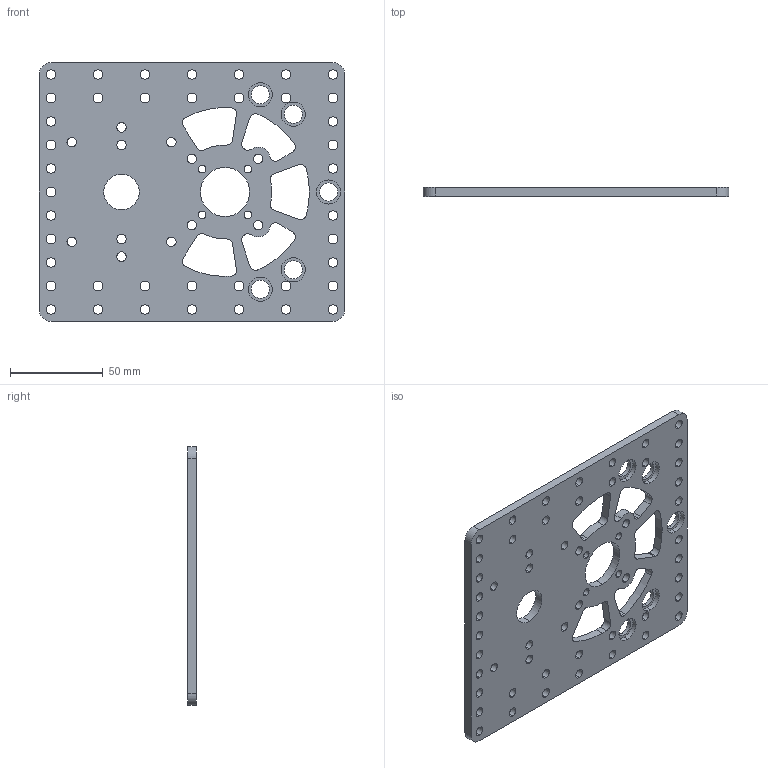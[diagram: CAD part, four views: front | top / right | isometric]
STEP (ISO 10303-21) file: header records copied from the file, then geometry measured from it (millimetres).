
FILE_DESCRIPTION (( 'STEP AP203' ), '1' );
FILE_NAME ('am-3012b Motor Mount Plate Rev 5.STEP', '2018-10-11T14:49:56', ( '' ), ( '' ), 'SwSTEP 2.0', 'SolidWorks 2018', '' );
FILE_SCHEMA (( 'CONFIG_CONTROL_DESIGN' ));
Length unit declared in the file: inch
Products named in the file (1): am-3012b Motor Mount Plate Rev 5
Bounding box: 165.1 x 4.76 x 139.7 mm (x, y, z)
Volume: 86463.1 mm3; surface area: 47352.6 mm2
Topology: 1 solids, 1 shells, 205 faces, 594 edges, 396 vertices
Faces by surface type: cylinder 184, plane 21
Entity records: 7331 total; most frequent: DIRECTION 1374, CARTESIAN_POINT 1196, ORIENTED_EDGE 1188, EDGE_CURVE 594, AXIS2_PLACEMENT_3D 574, VERTEX_POINT 396, CIRCLE 368, EDGE_LOOP 348
